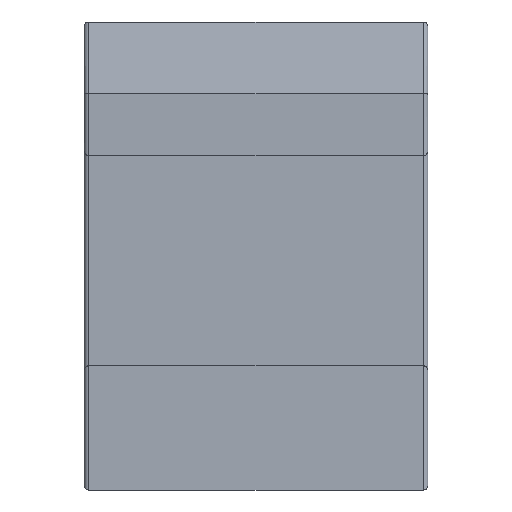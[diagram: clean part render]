
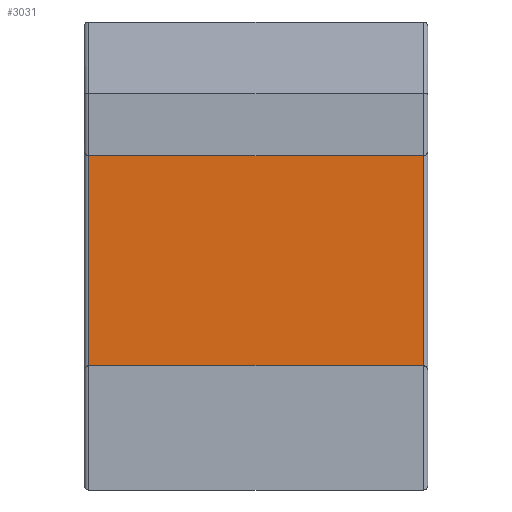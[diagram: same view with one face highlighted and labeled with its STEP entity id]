
A CAD part, front view. The second image highlights one B-rep face of the part: STEP entity #3031.
In plain terms, the highlighted planar face has unit normal (0, -1, 0).
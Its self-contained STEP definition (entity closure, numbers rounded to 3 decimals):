
#18 = CARTESIAN_POINT ( 'NONE',  ( -35., -24., -23. ) ) ;
#114 = DIRECTION ( 'NONE',  ( 0., 0., 1. ) ) ;
#153 = DIRECTION ( 'NONE',  ( 0., 0., 1. ) ) ;
#192 = PLANE ( 'NONE',  #8599 ) ;
#278 = VERTEX_POINT ( 'NONE', #7884 ) ;
#308 = VERTEX_POINT ( 'NONE', #3997 ) ;
#347 = VERTEX_POINT ( 'NONE', #4559 ) ;
#357 = VERTEX_POINT ( 'NONE', #12185 ) ;
#393 = CARTESIAN_POINT ( 'NONE',  ( 36., -24., -23. ) ) ;
#557 = DIRECTION ( 'NONE',  ( 0., 1., 0. ) ) ;
#652 = DIRECTION ( 'NONE',  ( -1., 0., 0. ) ) ;
#665 = CARTESIAN_POINT ( 'NONE',  ( 36., -24., 21. ) ) ;
#2597 = ORIENTED_EDGE ( 'NONE', *, *, #9644, .T. ) ;
#2637 = ORIENTED_EDGE ( 'NONE', *, *, #9863, .T. ) ;
#2691 = ORIENTED_EDGE ( 'NONE', *, *, #9930, .F. ) ;
#2776 = ORIENTED_EDGE ( 'NONE', *, *, #10000, .T. ) ;
#3031 = ADVANCED_FACE ( 'NONE', ( #10586 ), #192, .F. ) ;
#3997 = CARTESIAN_POINT ( 'NONE',  ( 35., -24., 21. ) ) ;
#4559 = CARTESIAN_POINT ( 'NONE',  ( -35., -24., -23. ) ) ;
#7103 = VECTOR ( 'NONE', #153, 1000. ) ;
#7142 = LINE ( 'NONE', #11656, #7103 ) ;
#7181 = VECTOR ( 'NONE', #9766, 1000. ) ;
#7289 = LINE ( 'NONE', #8902, #7181 ) ;
#7311 = VECTOR ( 'NONE', #8818, 1000. ) ;
#7383 = LINE ( 'NONE', #18, #7311 ) ;
#7702 = VECTOR ( 'NONE', #652, 1000. ) ;
#7770 = LINE ( 'NONE', #665, #7702 ) ;
#7884 = CARTESIAN_POINT ( 'NONE',  ( -35., -24., 21. ) ) ;
#8599 = AXIS2_PLACEMENT_3D ( 'NONE', #393, #557, #114 ) ;
#8818 = DIRECTION ( 'NONE',  ( 0., 0., -1. ) ) ;
#8902 = CARTESIAN_POINT ( 'NONE',  ( 36., -24., -23. ) ) ;
#9644 = EDGE_CURVE ( 'NONE', #308, #278, #7770, .T. ) ;
#9766 = DIRECTION ( 'NONE',  ( -1., 0., 0. ) ) ;
#9863 = EDGE_CURVE ( 'NONE', #278, #347, #7383, .T. ) ;
#9930 = EDGE_CURVE ( 'NONE', #357, #347, #7289, .T. ) ;
#10000 = EDGE_CURVE ( 'NONE', #357, #308, #7142, .T. ) ;
#10586 = FACE_OUTER_BOUND ( 'NONE', #10849, .T. ) ;
#10849 = EDGE_LOOP ( 'NONE', ( #2597, #2637, #2691, #2776 ) ) ;
#11656 = CARTESIAN_POINT ( 'NONE',  ( 35., -24., 21. ) ) ;
#12185 = CARTESIAN_POINT ( 'NONE',  ( 35., -24., -23. ) ) ;
